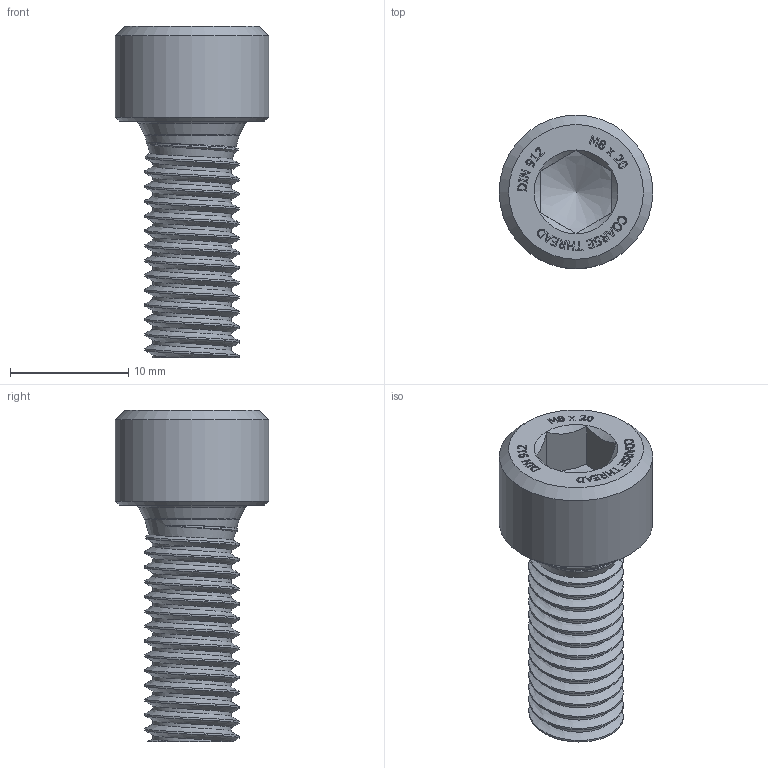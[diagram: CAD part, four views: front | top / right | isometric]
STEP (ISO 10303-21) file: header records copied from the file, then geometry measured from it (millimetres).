
FILE_DESCRIPTION((''),'2;1');
FILE_NAME('DIN912M8L20.stp','2012-04-21T00:45:03',('Peter'),(''),'Autodesk Inventor 2011','Autodesk Inventor 2011','');
FILE_SCHEMA(('AUTOMOTIVE_DESIGN { 1 0 10303 214 1 1 1 1 }'));
Length unit declared in the file: millimetre
Products named in the file (1): DIN912M8L20
Bounding box: 13 x 13 x 28 mm (x, y, z)
Volume: 1757.5 mm3; surface area: 1385.9 mm2
Topology: 1 solids, 1 shells, 390 faces, 1050 edges, 697 vertices
Faces by surface type: plane 224, bspline 155, cone 7, cylinder 2, torus 2
Full cylindrical faces by diameter (mm): 13 x1
Entity records: 15946 total; most frequent: CARTESIAN_POINT 7307, ORIENTED_EDGE 2072, DIRECTION 1193, EDGE_CURVE 1036, VECTOR 701, LINE 701, VERTEX_POINT 693, EDGE_LOOP 433
